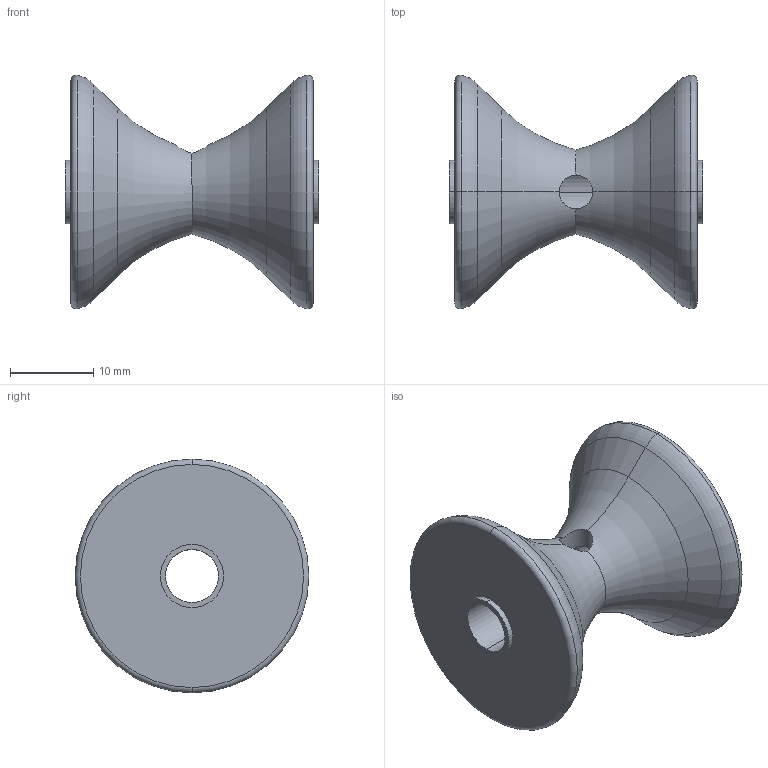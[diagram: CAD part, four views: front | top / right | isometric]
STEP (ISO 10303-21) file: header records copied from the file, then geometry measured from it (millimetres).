
FILE_DESCRIPTION (( 'STEP AP203' ), '1' );
FILE_NAME ('615450.STEP', '2014-12-04T22:22:39', ( 'Kyle' ), ( 'Microsoft' ), 'SwSTEP 2.0', 'SolidWorks 2014', '' );
FILE_SCHEMA (( 'CONFIG_CONTROL_DESIGN' ));
Length unit declared in the file: inch
Products named in the file (1): 615450
Bounding box: 30.48 x 28.08 x 28.08 mm (x, y, z)
Volume: 7617 mm3; surface area: 3818.9 mm2
Topology: 1 solids, 1 shells, 28 faces, 61 edges, 35 vertices
Faces by surface type: torus 12, cylinder 8, cone 4, plane 4
Entity records: 970 total; most frequent: CARTESIAN_POINT 249, DIRECTION 155, ORIENTED_EDGE 122, AXIS2_PLACEMENT_3D 71, EDGE_CURVE 61, CIRCLE 42, VERTEX_POINT 35, EDGE_LOOP 32
